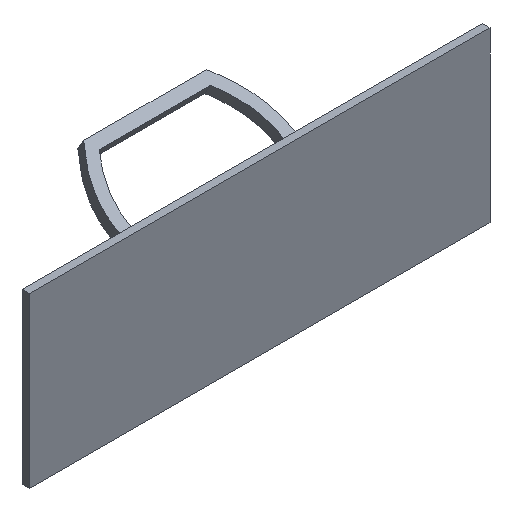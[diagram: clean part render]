
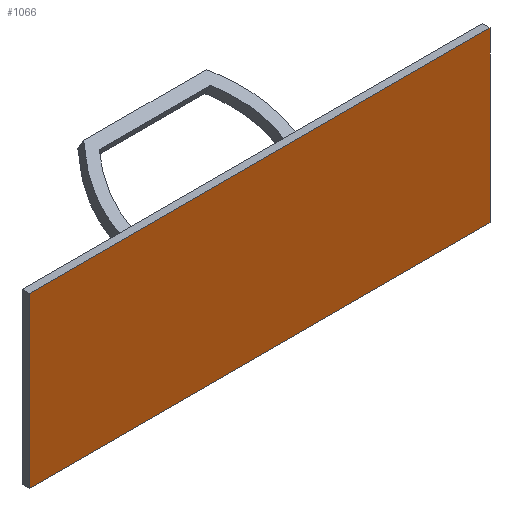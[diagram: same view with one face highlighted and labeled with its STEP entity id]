
A CAD part, isometric view. The second image highlights one B-rep face of the part: STEP entity #1066.
In plain terms, the highlighted planar face has unit normal (0, -1, 0).
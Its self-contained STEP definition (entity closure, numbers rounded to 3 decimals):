
#74 = VERTEX_POINT ( 'NONE', #756 ) ;
#153 = CARTESIAN_POINT ( 'NONE',  ( 0., 0., 0. ) ) ;
#170 = CARTESIAN_POINT ( 'NONE',  ( 0., 0., 0. ) ) ;
#189 = LINE ( 'NONE', #900, #547 ) ;
#207 = VERTEX_POINT ( 'NONE', #862 ) ;
#230 = DIRECTION ( 'NONE',  ( 0., 0., -1. ) ) ;
#231 = VECTOR ( 'NONE', #1092, 1000. ) ;
#241 = DIRECTION ( 'NONE',  ( 0., -1., 0. ) ) ;
#259 = DIRECTION ( 'NONE',  ( 1., 0., 0. ) ) ;
#267 = VECTOR ( 'NONE', #523, 1000. ) ;
#341 = CARTESIAN_POINT ( 'NONE',  ( 60., 0., 0. ) ) ;
#348 = EDGE_CURVE ( 'NONE', #74, #207, #189, .T. ) ;
#374 = EDGE_CURVE ( 'NONE', #911, #1129, #732, .T. ) ;
#396 = PLANE ( 'NONE',  #442 ) ;
#402 = EDGE_LOOP ( 'NONE', ( #421, #582, #733, #895 ) ) ;
#421 = ORIENTED_EDGE ( 'NONE', *, *, #1119, .F. ) ;
#442 = AXIS2_PLACEMENT_3D ( 'NONE', #153, #241, #230 ) ;
#468 = LINE ( 'NONE', #170, #231 ) ;
#523 = DIRECTION ( 'NONE',  ( 0., 0., -1. ) ) ;
#547 = VECTOR ( 'NONE', #259, 1000. ) ;
#582 = ORIENTED_EDGE ( 'NONE', *, *, #374, .F. ) ;
#602 = CARTESIAN_POINT ( 'NONE',  ( 0., 0., -22. ) ) ;
#693 = DIRECTION ( 'NONE',  ( -1., 0., 0. ) ) ;
#732 = LINE ( 'NONE', #1202, #923 ) ;
#733 = ORIENTED_EDGE ( 'NONE', *, *, #970, .F. ) ;
#756 = CARTESIAN_POINT ( 'NONE',  ( 0., 0., 0. ) ) ;
#785 = CARTESIAN_POINT ( 'NONE',  ( 60., 0., -22. ) ) ;
#804 = LINE ( 'NONE', #341, #267 ) ;
#862 = CARTESIAN_POINT ( 'NONE',  ( 60., 0., 0. ) ) ;
#895 = ORIENTED_EDGE ( 'NONE', *, *, #348, .F. ) ;
#900 = CARTESIAN_POINT ( 'NONE',  ( 0., 0., 0. ) ) ;
#911 = VERTEX_POINT ( 'NONE', #785 ) ;
#923 = VECTOR ( 'NONE', #693, 1000. ) ;
#970 = EDGE_CURVE ( 'NONE', #207, #911, #804, .T. ) ;
#1066 = ADVANCED_FACE ( 'NONE', ( #1204 ), #396, .T. ) ;
#1092 = DIRECTION ( 'NONE',  ( 0., 0., 1. ) ) ;
#1119 = EDGE_CURVE ( 'NONE', #1129, #74, #468, .T. ) ;
#1129 = VERTEX_POINT ( 'NONE', #602 ) ;
#1202 = CARTESIAN_POINT ( 'NONE',  ( 0., 0., -22. ) ) ;
#1204 = FACE_OUTER_BOUND ( 'NONE', #402, .T. ) ;
